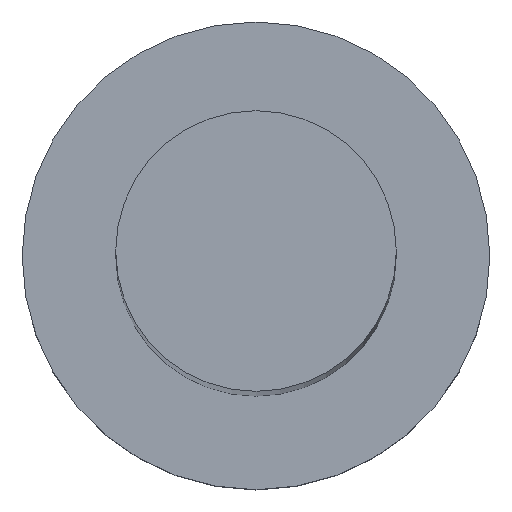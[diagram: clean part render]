
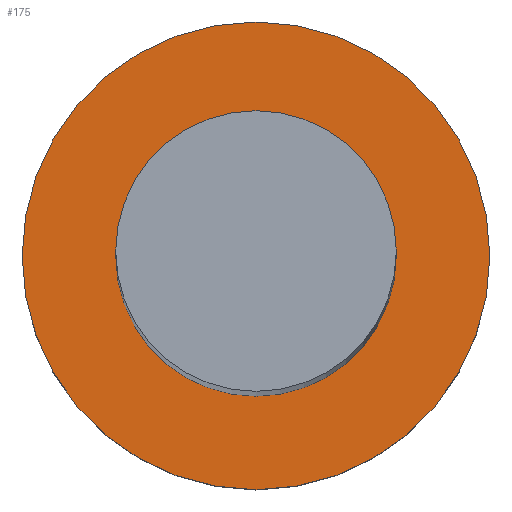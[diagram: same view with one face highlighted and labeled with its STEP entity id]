
A CAD part, top view. The second image highlights one B-rep face of the part: STEP entity #175.
In plain terms, the highlighted planar face has unit normal (0, 0, 1).
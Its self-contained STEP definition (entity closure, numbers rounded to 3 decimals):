
#3 = FACE_OUTER_BOUND ( 'NONE', #118, .T. ) ;
#15 = DIRECTION ( 'NONE',  ( 1., 0., 0. ) ) ;
#21 = AXIS2_PLACEMENT_3D ( 'NONE', #246, #245, #226 ) ;
#29 = EDGE_CURVE ( 'NONE', #229, #129, #178, .T. ) ;
#34 = VERTEX_POINT ( 'NONE', #127 ) ;
#35 = EDGE_CURVE ( 'NONE', #34, #176, #61, .T. ) ;
#38 = CARTESIAN_POINT ( 'NONE',  ( 10., 0., 7. ) ) ;
#41 = DIRECTION ( 'NONE',  ( 1., 0., 0. ) ) ;
#58 = DIRECTION ( 'NONE',  ( 0., 0., 1. ) ) ;
#61 = CIRCLE ( 'NONE', #156, 6. ) ;
#63 = CARTESIAN_POINT ( 'NONE',  ( 0., 0., 7. ) ) ;
#65 = DIRECTION ( 'NONE',  ( 0., 0., 1. ) ) ;
#68 = CIRCLE ( 'NONE', #21, 6. ) ;
#69 = ORIENTED_EDGE ( 'NONE', *, *, #35, .F. ) ;
#72 = ORIENTED_EDGE ( 'NONE', *, *, #179, .T. ) ;
#81 = PLANE ( 'NONE',  #144 ) ;
#99 = CARTESIAN_POINT ( 'NONE',  ( 0., 0., 7. ) ) ;
#118 = EDGE_LOOP ( 'NONE', ( #249, #72 ) ) ;
#125 = CARTESIAN_POINT ( 'NONE',  ( 0., 0., 7. ) ) ;
#126 = AXIS2_PLACEMENT_3D ( 'NONE', #200, #58, #244 ) ;
#127 = CARTESIAN_POINT ( 'NONE',  ( 6., 0., 7. ) ) ;
#129 = VERTEX_POINT ( 'NONE', #38 ) ;
#137 = FACE_BOUND ( 'NONE', #234, .T. ) ;
#139 = DIRECTION ( 'NONE',  ( 1., 0., 0. ) ) ;
#144 = AXIS2_PLACEMENT_3D ( 'NONE', #125, #160, #15 ) ;
#156 = AXIS2_PLACEMENT_3D ( 'NONE', #99, #184, #41 ) ;
#160 = DIRECTION ( 'NONE',  ( 0., 0., 1. ) ) ;
#163 = CARTESIAN_POINT ( 'NONE',  ( -10., 0., 7. ) ) ;
#175 = ADVANCED_FACE ( 'NONE', ( #137, #3 ), #81, .T. ) ;
#176 = VERTEX_POINT ( 'NONE', #241 ) ;
#178 = CIRCLE ( 'NONE', #126, 10. ) ;
#179 = EDGE_CURVE ( 'NONE', #129, #229, #183, .T. ) ;
#183 = CIRCLE ( 'NONE', #236, 10. ) ;
#184 = DIRECTION ( 'NONE',  ( 0., 0., 1. ) ) ;
#200 = CARTESIAN_POINT ( 'NONE',  ( 0., 0., 7. ) ) ;
#213 = ORIENTED_EDGE ( 'NONE', *, *, #247, .F. ) ;
#226 = DIRECTION ( 'NONE',  ( 1., 0., 0. ) ) ;
#229 = VERTEX_POINT ( 'NONE', #163 ) ;
#234 = EDGE_LOOP ( 'NONE', ( #213, #69 ) ) ;
#236 = AXIS2_PLACEMENT_3D ( 'NONE', #63, #65, #139 ) ;
#241 = CARTESIAN_POINT ( 'NONE',  ( -6., 0., 7. ) ) ;
#244 = DIRECTION ( 'NONE',  ( 1., 0., 0. ) ) ;
#245 = DIRECTION ( 'NONE',  ( 0., 0., 1. ) ) ;
#246 = CARTESIAN_POINT ( 'NONE',  ( 0., 0., 7. ) ) ;
#247 = EDGE_CURVE ( 'NONE', #176, #34, #68, .T. ) ;
#249 = ORIENTED_EDGE ( 'NONE', *, *, #29, .T. ) ;
